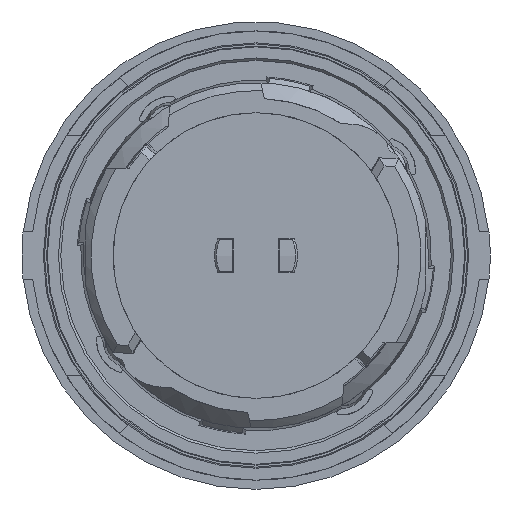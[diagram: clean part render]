
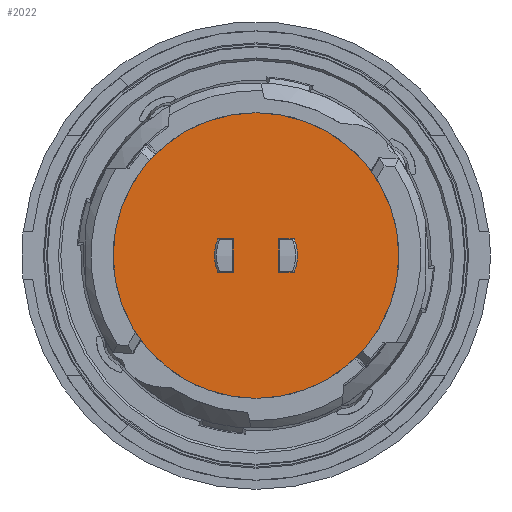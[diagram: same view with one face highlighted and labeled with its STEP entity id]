
A CAD part, front view. The second image highlights one B-rep face of the part: STEP entity #2022.
In plain terms, the highlighted planar face has unit normal (0, -1, 0).
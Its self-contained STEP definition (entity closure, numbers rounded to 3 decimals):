
#240=PLANE('',#7723);
#1000=LINE('',#11308,#1520);
#1001=LINE('',#11311,#1521);
#1002=LINE('',#11315,#1522);
#1003=LINE('',#11319,#1523);
#1004=LINE('',#11321,#1524);
#1005=LINE('',#11323,#1525);
#1520=VECTOR('',#9040,1.);
#1521=VECTOR('',#9041,1.);
#1522=VECTOR('',#9044,1.);
#1523=VECTOR('',#9047,1.);
#1524=VECTOR('',#9048,1.);
#1525=VECTOR('',#9049,1.);
#2022=ADVANCED_FACE('',(#2363,#2364,#2365),#240,.T.);
#2363=FACE_BOUND('',#2597,.T.);
#2364=FACE_BOUND('',#2598,.T.);
#2365=FACE_BOUND('',#2599,.T.);
#2597=EDGE_LOOP('',(#3891));
#2598=EDGE_LOOP('',(#3892,#3893,#3894,#3895));
#2599=EDGE_LOOP('',(#3896,#3897,#3898,#3899));
#3006=CIRCLE('',#7719,9.);
#3007=CIRCLE('',#7721,2.625);
#3008=CIRCLE('',#7722,2.625);
#3891=ORIENTED_EDGE('',*,*,#6404,.F.);
#3892=ORIENTED_EDGE('',*,*,#6405,.T.);
#3893=ORIENTED_EDGE('',*,*,#6406,.T.);
#3894=ORIENTED_EDGE('',*,*,#6407,.T.);
#3895=ORIENTED_EDGE('',*,*,#6408,.T.);
#3896=ORIENTED_EDGE('',*,*,#6409,.T.);
#3897=ORIENTED_EDGE('',*,*,#6410,.T.);
#3898=ORIENTED_EDGE('',*,*,#6411,.T.);
#3899=ORIENTED_EDGE('',*,*,#6412,.T.);
#5457=VERTEX_POINT('',#11306);
#5458=VERTEX_POINT('',#11309);
#5459=VERTEX_POINT('',#11310);
#5460=VERTEX_POINT('',#11312);
#5461=VERTEX_POINT('',#11314);
#5462=VERTEX_POINT('',#11317);
#5463=VERTEX_POINT('',#11318);
#5464=VERTEX_POINT('',#11320);
#5465=VERTEX_POINT('',#11322);
#6404=EDGE_CURVE('',#5457,#5457,#3006,.T.);
#6405=EDGE_CURVE('',#5458,#5459,#1000,.T.);
#6406=EDGE_CURVE('',#5459,#5460,#1001,.T.);
#6407=EDGE_CURVE('',#5460,#5461,#3007,.T.);
#6408=EDGE_CURVE('',#5461,#5458,#1002,.T.);
#6409=EDGE_CURVE('',#5462,#5463,#3008,.T.);
#6410=EDGE_CURVE('',#5463,#5464,#1003,.T.);
#6411=EDGE_CURVE('',#5464,#5465,#1004,.T.);
#6412=EDGE_CURVE('',#5465,#5462,#1005,.T.);
#7719=AXIS2_PLACEMENT_3D('',#11305,#9036,#9037);
#7721=AXIS2_PLACEMENT_3D('',#11313,#9042,#9043);
#7722=AXIS2_PLACEMENT_3D('',#11316,#9045,#9046);
#7723=AXIS2_PLACEMENT_3D('',#11324,#9050,#9051);
#9036=DIRECTION('',(0.,1.,0.));
#9037=DIRECTION('',(0.,0.,1.));
#9040=DIRECTION('',(0.,0.,1.));
#9041=DIRECTION('',(1.,0.,0.));
#9042=DIRECTION('',(0.,1.,0.));
#9043=DIRECTION('',(0.917,0.,-0.4));
#9044=DIRECTION('',(-1.,0.,0.));
#9045=DIRECTION('',(0.,1.,0.));
#9046=DIRECTION('',(-0.917,0.,-0.4));
#9047=DIRECTION('',(1.,0.,0.));
#9048=DIRECTION('',(0.,0.,-1.));
#9049=DIRECTION('',(-1.,0.,0.));
#9050=DIRECTION('',(0.,-1.,0.));
#9051=DIRECTION('',(1.,0.,0.));
#11305=CARTESIAN_POINT('',(0.,-135.5,0.));
#11306=CARTESIAN_POINT('',(0.,-135.5,9.));
#11308=CARTESIAN_POINT('',(1.421,-135.5,2.775));
#11309=CARTESIAN_POINT('',(1.421,-135.5,-1.05));
#11310=CARTESIAN_POINT('',(1.421,-135.5,1.05));
#11311=CARTESIAN_POINT('',(1.203,-135.5,1.05));
#11312=CARTESIAN_POINT('',(2.406,-135.5,1.05));
#11313=CARTESIAN_POINT('',(0.,-135.5,0.));
#11314=CARTESIAN_POINT('',(2.406,-135.5,-1.05));
#11315=CARTESIAN_POINT('',(0.75,-135.5,-1.05));
#11316=CARTESIAN_POINT('',(0.,-135.5,0.));
#11317=CARTESIAN_POINT('',(-2.406,-135.5,-1.05));
#11318=CARTESIAN_POINT('',(-2.406,-135.5,1.05));
#11319=CARTESIAN_POINT('',(-1.203,-135.5,1.05));
#11320=CARTESIAN_POINT('',(-1.421,-135.5,1.05));
#11321=CARTESIAN_POINT('',(-1.421,-135.5,2.775));
#11322=CARTESIAN_POINT('',(-1.421,-135.5,-1.05));
#11323=CARTESIAN_POINT('',(-0.75,-135.5,-1.05));
#11324=CARTESIAN_POINT('',(0.,-135.5,4.5));
